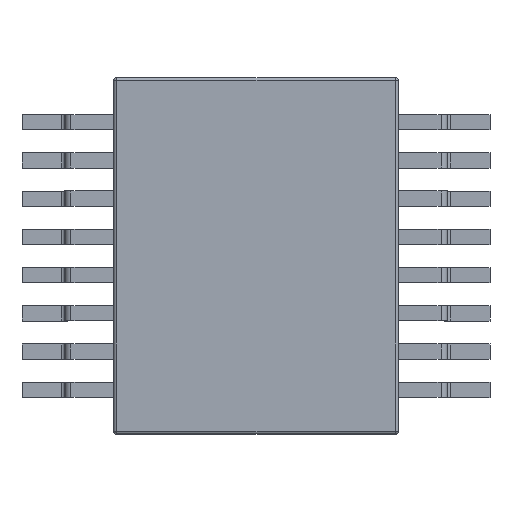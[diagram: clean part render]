
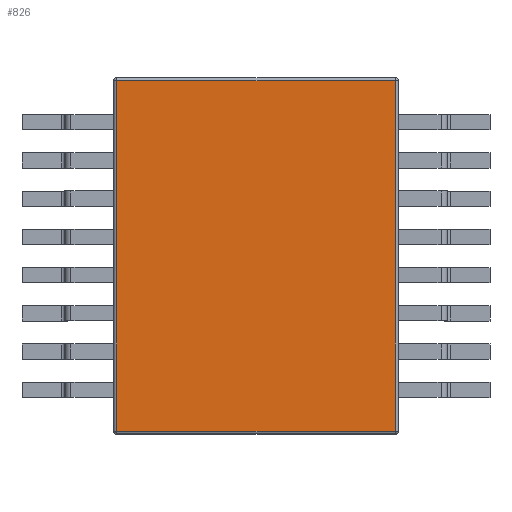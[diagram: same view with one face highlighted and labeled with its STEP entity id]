
A CAD part, top view. The second image highlights one B-rep face of the part: STEP entity #826.
In plain terms, the highlighted planar face has unit normal (0, 0, 1).
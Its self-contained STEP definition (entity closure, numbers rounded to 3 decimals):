
#249 = CYLINDRICAL_SURFACE('',#250,0.1);
#250 = AXIS2_PLACEMENT_3D('',#251,#252,#253);
#251 = CARTESIAN_POINT('',(0.1,0.,2.1));
#252 = DIRECTION('',(0.,1.,0.));
#253 = DIRECTION('',(-1.,0.,0.));
#432 = VERTEX_POINT('',#433);
#433 = CARTESIAN_POINT('',(0.1,0.1,2.2));
#453 = EDGE_CURVE('',#432,#454,#456,.T.);
#454 = VERTEX_POINT('',#455);
#455 = CARTESIAN_POINT('',(0.1,11.55,2.2));
#456 = SURFACE_CURVE('',#457,(#461,#468),.PCURVE_S1.);
#457 = LINE('',#458,#459);
#458 = CARTESIAN_POINT('',(0.1,0.,2.2));
#459 = VECTOR('',#460,1.);
#460 = DIRECTION('',(0.,1.,0.));
#461 = PCURVE('',#249,#462);
#462 = DEFINITIONAL_REPRESENTATION('',(#463),#467);
#463 = LINE('',#464,#465);
#464 = CARTESIAN_POINT('',(1.571,0.));
#465 = VECTOR('',#466,1.);
#466 = DIRECTION('',(0.,1.));
#467 = ( GEOMETRIC_REPRESENTATION_CONTEXT(2) 
PARAMETRIC_REPRESENTATION_CONTEXT() REPRESENTATION_CONTEXT('2D SPACE',''
  ) );
#468 = PCURVE('',#469,#474);
#469 = PLANE('',#470);
#470 = AXIS2_PLACEMENT_3D('',#471,#472,#473);
#471 = CARTESIAN_POINT('',(0.,0.,2.2));
#472 = DIRECTION('',(0.,0.,1.));
#473 = DIRECTION('',(1.,0.,0.));
#474 = DEFINITIONAL_REPRESENTATION('',(#475),#479);
#475 = LINE('',#476,#477);
#476 = CARTESIAN_POINT('',(0.1,0.));
#477 = VECTOR('',#478,1.);
#478 = DIRECTION('',(0.,1.));
#479 = ( GEOMETRIC_REPRESENTATION_CONTEXT(2) 
PARAMETRIC_REPRESENTATION_CONTEXT() REPRESENTATION_CONTEXT('2D SPACE',''
  ) );
#633 = CYLINDRICAL_SURFACE('',#634,0.1);
#634 = AXIS2_PLACEMENT_3D('',#635,#636,#637);
#635 = CARTESIAN_POINT('',(0.,0.1,2.1));
#636 = DIRECTION('',(1.,0.,0.));
#637 = DIRECTION('',(0.,-1.,0.));
#826 = ADVANCED_FACE('',(#827),#469,.T.);
#827 = FACE_BOUND('',#828,.T.);
#828 = EDGE_LOOP('',(#829,#830,#853,#881));
#829 = ORIENTED_EDGE('',*,*,#453,.F.);
#830 = ORIENTED_EDGE('',*,*,#831,.T.);
#831 = EDGE_CURVE('',#432,#832,#834,.T.);
#832 = VERTEX_POINT('',#833);
#833 = CARTESIAN_POINT('',(9.2,0.1,2.2));
#834 = SURFACE_CURVE('',#835,(#839,#846),.PCURVE_S1.);
#835 = LINE('',#836,#837);
#836 = CARTESIAN_POINT('',(0.,0.1,2.2));
#837 = VECTOR('',#838,1.);
#838 = DIRECTION('',(1.,0.,0.));
#839 = PCURVE('',#469,#840);
#840 = DEFINITIONAL_REPRESENTATION('',(#841),#845);
#841 = LINE('',#842,#843);
#842 = CARTESIAN_POINT('',(0.,0.1));
#843 = VECTOR('',#844,1.);
#844 = DIRECTION('',(1.,0.));
#845 = ( GEOMETRIC_REPRESENTATION_CONTEXT(2) 
PARAMETRIC_REPRESENTATION_CONTEXT() REPRESENTATION_CONTEXT('2D SPACE',''
  ) );
#846 = PCURVE('',#633,#847);
#847 = DEFINITIONAL_REPRESENTATION('',(#848),#852);
#848 = LINE('',#849,#850);
#849 = CARTESIAN_POINT('',(4.712,0.));
#850 = VECTOR('',#851,1.);
#851 = DIRECTION('',(0.,1.));
#852 = ( GEOMETRIC_REPRESENTATION_CONTEXT(2) 
PARAMETRIC_REPRESENTATION_CONTEXT() REPRESENTATION_CONTEXT('2D SPACE',''
  ) );
#853 = ORIENTED_EDGE('',*,*,#854,.T.);
#854 = EDGE_CURVE('',#832,#855,#857,.T.);
#855 = VERTEX_POINT('',#856);
#856 = CARTESIAN_POINT('',(9.2,11.55,2.2));
#857 = SURFACE_CURVE('',#858,(#862,#869),.PCURVE_S1.);
#858 = LINE('',#859,#860);
#859 = CARTESIAN_POINT('',(9.2,0.,2.2));
#860 = VECTOR('',#861,1.);
#861 = DIRECTION('',(0.,1.,0.));
#862 = PCURVE('',#469,#863);
#863 = DEFINITIONAL_REPRESENTATION('',(#864),#868);
#864 = LINE('',#865,#866);
#865 = CARTESIAN_POINT('',(9.2,0.));
#866 = VECTOR('',#867,1.);
#867 = DIRECTION('',(0.,1.));
#868 = ( GEOMETRIC_REPRESENTATION_CONTEXT(2) 
PARAMETRIC_REPRESENTATION_CONTEXT() REPRESENTATION_CONTEXT('2D SPACE',''
  ) );
#869 = PCURVE('',#870,#875);
#870 = CYLINDRICAL_SURFACE('',#871,0.1);
#871 = AXIS2_PLACEMENT_3D('',#872,#873,#874);
#872 = CARTESIAN_POINT('',(9.2,0.,2.1));
#873 = DIRECTION('',(0.,1.,0.));
#874 = DIRECTION('',(1.,0.,0.));
#875 = DEFINITIONAL_REPRESENTATION('',(#876),#880);
#876 = LINE('',#877,#878);
#877 = CARTESIAN_POINT('',(4.712,0.));
#878 = VECTOR('',#879,1.);
#879 = DIRECTION('',(0.,1.));
#880 = ( GEOMETRIC_REPRESENTATION_CONTEXT(2) 
PARAMETRIC_REPRESENTATION_CONTEXT() REPRESENTATION_CONTEXT('2D SPACE',''
  ) );
#881 = ORIENTED_EDGE('',*,*,#882,.F.);
#882 = EDGE_CURVE('',#454,#855,#883,.T.);
#883 = SURFACE_CURVE('',#884,(#888,#895),.PCURVE_S1.);
#884 = LINE('',#885,#886);
#885 = CARTESIAN_POINT('',(0.,11.55,2.2));
#886 = VECTOR('',#887,1.);
#887 = DIRECTION('',(1.,0.,0.));
#888 = PCURVE('',#469,#889);
#889 = DEFINITIONAL_REPRESENTATION('',(#890),#894);
#890 = LINE('',#891,#892);
#891 = CARTESIAN_POINT('',(0.,11.55));
#892 = VECTOR('',#893,1.);
#893 = DIRECTION('',(1.,0.));
#894 = ( GEOMETRIC_REPRESENTATION_CONTEXT(2) 
PARAMETRIC_REPRESENTATION_CONTEXT() REPRESENTATION_CONTEXT('2D SPACE',''
  ) );
#895 = PCURVE('',#896,#901);
#896 = CYLINDRICAL_SURFACE('',#897,0.1);
#897 = AXIS2_PLACEMENT_3D('',#898,#899,#900);
#898 = CARTESIAN_POINT('',(0.,11.55,2.1));
#899 = DIRECTION('',(1.,0.,0.));
#900 = DIRECTION('',(0.,1.,0.));
#901 = DEFINITIONAL_REPRESENTATION('',(#902),#906);
#902 = LINE('',#903,#904);
#903 = CARTESIAN_POINT('',(1.571,0.));
#904 = VECTOR('',#905,1.);
#905 = DIRECTION('',(0.,1.));
#906 = ( GEOMETRIC_REPRESENTATION_CONTEXT(2) 
PARAMETRIC_REPRESENTATION_CONTEXT() REPRESENTATION_CONTEXT('2D SPACE',''
  ) );
